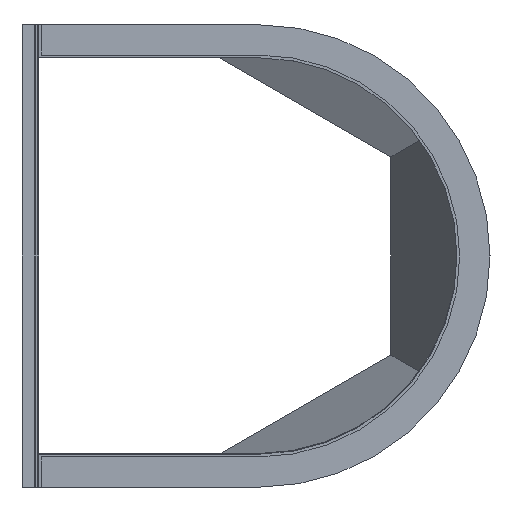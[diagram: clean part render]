
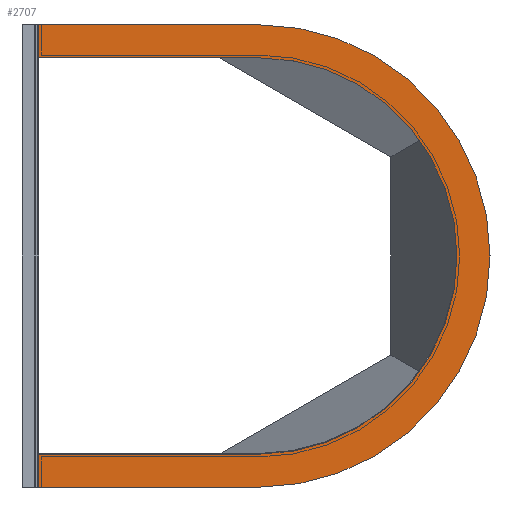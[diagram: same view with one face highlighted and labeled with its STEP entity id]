
A CAD part, left-side view. The second image highlights one B-rep face of the part: STEP entity #2707.
In plain terms, the highlighted planar face has unit normal (-1, 0, 0).
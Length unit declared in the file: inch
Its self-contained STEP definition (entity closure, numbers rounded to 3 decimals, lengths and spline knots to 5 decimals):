
#142 = CARTESIAN_POINT ( 'NONE',  ( -72.5, 38., -21. ) ) ;
#158 = CIRCLE ( 'NONE', #3849, 21. ) ;
#183 = LINE ( 'NONE', #2839, #3140 ) ;
#229 = CARTESIAN_POINT ( 'NONE',  ( -72.5, 18., -21. ) ) ;
#251 = DIRECTION ( 'NONE',  ( 0., 0., -1. ) ) ;
#255 = ORIENTED_EDGE ( 'NONE', *, *, #3299, .T. ) ;
#263 = CARTESIAN_POINT ( 'NONE',  ( -72.5, 18., 0. ) ) ;
#300 = FACE_OUTER_BOUND ( 'NONE', #3732, .T. ) ;
#313 = DIRECTION ( 'NONE',  ( 0., 0., -1. ) ) ;
#345 = EDGE_CURVE ( 'NONE', #1898, #350, #430, .T. ) ;
#350 = VERTEX_POINT ( 'NONE', #2594 ) ;
#355 = ORIENTED_EDGE ( 'NONE', *, *, #345, .F. ) ;
#401 = DIRECTION ( 'NONE',  ( 0., 0., 1. ) ) ;
#430 = LINE ( 'NONE', #2910, #2659 ) ;
#468 = ORIENTED_EDGE ( 'NONE', *, *, #2966, .F. ) ;
#489 = CARTESIAN_POINT ( 'NONE',  ( -72.5, 18., -21. ) ) ;
#647 = ORIENTED_EDGE ( 'NONE', *, *, #3642, .T. ) ;
#681 = VERTEX_POINT ( 'NONE', #3046 ) ;
#808 = CIRCLE ( 'NONE', #3471, 18. ) ;
#860 = DIRECTION ( 'NONE',  ( 1., 0., 0. ) ) ;
#901 = LINE ( 'NONE', #2086, #3639 ) ;
#958 = EDGE_CURVE ( 'NONE', #1971, #1874, #3936, .T. ) ;
#1094 = ORIENTED_EDGE ( 'NONE', *, *, #1676, .F. ) ;
#1173 = CARTESIAN_POINT ( 'NONE',  ( -72.5, 38., 18. ) ) ;
#1496 = VERTEX_POINT ( 'NONE', #2549 ) ;
#1664 = CARTESIAN_POINT ( 'NONE',  ( -72.5, 38., 21. ) ) ;
#1676 = EDGE_CURVE ( 'NONE', #2288, #1898, #3303, .T. ) ;
#1679 = EDGE_CURVE ( 'NONE', #1874, #3739, #901, .T. ) ;
#1750 = DIRECTION ( 'NONE',  ( 1., 0., 0. ) ) ;
#1846 = DIRECTION ( 'NONE',  ( 0., 1., 0. ) ) ;
#1855 = VECTOR ( 'NONE', #1846, 39.37008 ) ;
#1874 = VERTEX_POINT ( 'NONE', #1664 ) ;
#1898 = VERTEX_POINT ( 'NONE', #142 ) ;
#1971 = VERTEX_POINT ( 'NONE', #1173 ) ;
#2086 = CARTESIAN_POINT ( 'NONE',  ( -72.5, 38., 21. ) ) ;
#2108 = AXIS2_PLACEMENT_3D ( 'NONE', #3396, #2853, #313 ) ;
#2288 = VERTEX_POINT ( 'NONE', #489 ) ;
#2379 = ORIENTED_EDGE ( 'NONE', *, *, #1679, .F. ) ;
#2401 = LINE ( 'NONE', #2999, #1855 ) ;
#2549 = CARTESIAN_POINT ( 'NONE',  ( -72.5, 18., 18. ) ) ;
#2594 = CARTESIAN_POINT ( 'NONE',  ( -72.5, 38., -18. ) ) ;
#2595 = EDGE_CURVE ( 'NONE', #1971, #1496, #183, .T. ) ;
#2628 = CARTESIAN_POINT ( 'NONE',  ( -72.5, 38., 18. ) ) ;
#2659 = VECTOR ( 'NONE', #401, 39.37008 ) ;
#2707 = ADVANCED_FACE ( 'NONE', ( #300 ), #2757, .F. ) ;
#2735 = CARTESIAN_POINT ( 'NONE',  ( -72.5, 18., 0. ) ) ;
#2757 = PLANE ( 'NONE',  #2108 ) ;
#2839 = CARTESIAN_POINT ( 'NONE',  ( -72.5, 38., 18. ) ) ;
#2853 = DIRECTION ( 'NONE',  ( 1., 0., 0. ) ) ;
#2877 = ORIENTED_EDGE ( 'NONE', *, *, #958, .F. ) ;
#2910 = CARTESIAN_POINT ( 'NONE',  ( -72.5, 38., 18. ) ) ;
#2935 = ORIENTED_EDGE ( 'NONE', *, *, #2595, .T. ) ;
#2966 = EDGE_CURVE ( 'NONE', #3739, #2288, #158, .T. ) ;
#2999 = CARTESIAN_POINT ( 'NONE',  ( -72.5, 18., -18. ) ) ;
#3046 = CARTESIAN_POINT ( 'NONE',  ( -72.5, 18., -18. ) ) ;
#3062 = DIRECTION ( 'NONE',  ( 0., -1., 0. ) ) ;
#3140 = VECTOR ( 'NONE', #3190, 39.37008 ) ;
#3190 = DIRECTION ( 'NONE',  ( 0., -1., 0. ) ) ;
#3296 = DIRECTION ( 'NONE',  ( 0., 0., -1. ) ) ;
#3299 = EDGE_CURVE ( 'NONE', #1496, #681, #808, .T. ) ;
#3303 = LINE ( 'NONE', #229, #3572 ) ;
#3355 = DIRECTION ( 'NONE',  ( 0., 1., 0. ) ) ;
#3396 = CARTESIAN_POINT ( 'NONE',  ( -72.5, 18., 0. ) ) ;
#3471 = AXIS2_PLACEMENT_3D ( 'NONE', #263, #1750, #3296 ) ;
#3572 = VECTOR ( 'NONE', #3355, 39.37008 ) ;
#3595 = DIRECTION ( 'NONE',  ( 0., 0., 1. ) ) ;
#3639 = VECTOR ( 'NONE', #3062, 39.37008 ) ;
#3642 = EDGE_CURVE ( 'NONE', #681, #350, #2401, .T. ) ;
#3732 = EDGE_LOOP ( 'NONE', ( #255, #647, #355, #1094, #468, #2379, #2877, #2935 ) ) ;
#3735 = CARTESIAN_POINT ( 'NONE',  ( -72.5, 18., 21. ) ) ;
#3739 = VERTEX_POINT ( 'NONE', #3735 ) ;
#3825 = VECTOR ( 'NONE', #3595, 39.37008 ) ;
#3849 = AXIS2_PLACEMENT_3D ( 'NONE', #2735, #860, #251 ) ;
#3936 = LINE ( 'NONE', #2628, #3825 ) ;
